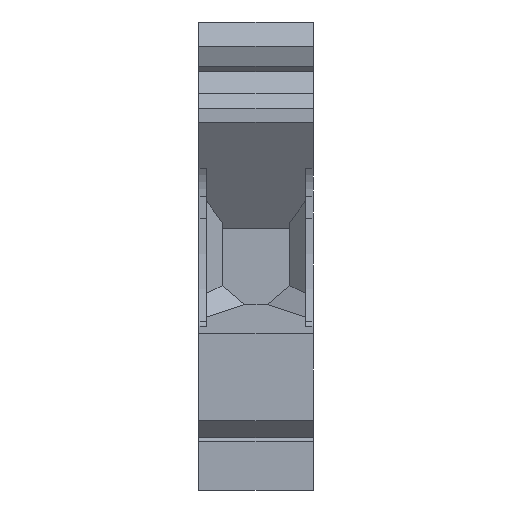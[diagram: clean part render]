
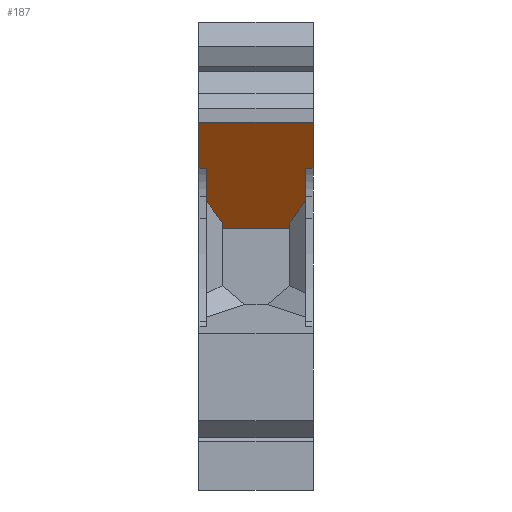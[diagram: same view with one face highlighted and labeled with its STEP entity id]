
A CAD part, front view. The second image highlights one B-rep face of the part: STEP entity #187.
In plain terms, the highlighted planar face has unit normal (0, -0.804, -0.594).
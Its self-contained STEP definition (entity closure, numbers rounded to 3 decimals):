
#187=ADVANCED_FACE('',(#499),#500,.F.);
#499=FACE_OUTER_BOUND('',#935,.T.);
#500=PLANE('',#936);
#935=EDGE_LOOP('',(#1569,#1570,#1571,#1572,#1573,#1574,#1575,#1576,#1577,#1578,#1579,#1580));
#936=AXIS2_PLACEMENT_3D('',#1581,#1582,#1583);
#1569=ORIENTED_EDGE('',*,*,#2911,.F.);
#1570=ORIENTED_EDGE('',*,*,#2822,.F.);
#1571=ORIENTED_EDGE('',*,*,#2912,.F.);
#1572=ORIENTED_EDGE('',*,*,#2913,.T.);
#1573=ORIENTED_EDGE('',*,*,#2904,.T.);
#1574=ORIENTED_EDGE('',*,*,#2914,.F.);
#1575=ORIENTED_EDGE('',*,*,#2883,.F.);
#1576=ORIENTED_EDGE('',*,*,#2908,.T.);
#1577=ORIENTED_EDGE('',*,*,#2915,.F.);
#1578=ORIENTED_EDGE('',*,*,#2916,.F.);
#1579=ORIENTED_EDGE('',*,*,#2917,.F.);
#1580=ORIENTED_EDGE('',*,*,#2778,.T.);
#1581=CARTESIAN_POINT('',(12.15,5.271,34.249));
#1582=DIRECTION('',(0.0,0.804,0.594));
#1583=DIRECTION('',(-1.0,0.0,0.0));
#2778=EDGE_CURVE('',#3389,#3387,#3390,.T.);
#2822=EDGE_CURVE('',#3473,#3475,#3476,.T.);
#2883=EDGE_CURVE('',#3594,#3596,#3597,.T.);
#2904=EDGE_CURVE('',#3628,#3626,#3629,.T.);
#2908=EDGE_CURVE('',#3594,#3632,#3635,.T.);
#2911=EDGE_CURVE('',#3475,#3387,#3638,.T.);
#2912=EDGE_CURVE('',#3639,#3473,#3640,.T.);
#2913=EDGE_CURVE('',#3639,#3628,#3641,.T.);
#2914=EDGE_CURVE('',#3596,#3626,#3642,.T.);
#2915=EDGE_CURVE('',#3643,#3632,#3644,.T.);
#2916=EDGE_CURVE('',#3645,#3643,#3646,.T.);
#2917=EDGE_CURVE('',#3389,#3645,#3647,.T.);
#3387=VERTEX_POINT('',#4259);
#3389=VERTEX_POINT('',#4262);
#3390=LINE('',#4263,#4264);
#3473=VERTEX_POINT('',#4372);
#3475=VERTEX_POINT('',#4374);
#3476=LINE('',#4375,#4376);
#3594=VERTEX_POINT('',#4549);
#3596=VERTEX_POINT('',#4552);
#3597=LINE('',#4553,#4554);
#3626=VERTEX_POINT('',#4597);
#3628=VERTEX_POINT('',#4600);
#3629=LINE('',#4601,#4602);
#3632=VERTEX_POINT('',#4606);
#3635=LINE('',#4610,#4611);
#3638=LINE('',#4615,#4616);
#3639=VERTEX_POINT('',#4617);
#3640=LINE('',#4618,#4619);
#3641=LINE('',#4620,#4621);
#3642=LINE('',#4622,#4623);
#3643=VERTEX_POINT('',#4624);
#3644=LINE('',#4625,#4626);
#3645=VERTEX_POINT('',#4627);
#3646=LINE('',#4628,#4629);
#3647=LINE('',#4630,#4631);
#4259=CARTESIAN_POINT('',(12.15,1.65,39.15));
#4262=CARTESIAN_POINT('',(12.15,5.271,34.249));
#4263=CARTESIAN_POINT('',(12.15,21.51,12.273));
#4264=VECTOR('',#5316,1.0);
#4372=CARTESIAN_POINT('',(0.,5.271,34.249));
#4374=CARTESIAN_POINT('',(0.,1.65,39.15));
#4375=CARTESIAN_POINT('',(0.,28.252,3.15));
#4376=VECTOR('',#5393,1.0);
#4549=CARTESIAN_POINT('',(9.675,10.,27.85));
#4552=CARTESIAN_POINT('',(2.475,10.,27.85));
#4553=CARTESIAN_POINT('',(6.075,10.,27.85));
#4554=VECTOR('',#5459,1.0);
#4597=CARTESIAN_POINT('',(2.475,9.5,28.527));
#4600=CARTESIAN_POINT('',(0.8,7.825,30.793));
#4601=CARTESIAN_POINT('',(18.246,25.271,7.183));
#4602=VECTOR('',#5475,1.0);
#4606=CARTESIAN_POINT('',(9.675,9.5,28.527));
#4610=CARTESIAN_POINT('',(9.675,11.16,26.281));
#4611=VECTOR('',#5478,1.0);
#4615=CARTESIAN_POINT('',(9.5,1.65,39.15));
#4616=VECTOR('',#5480,1.0);
#4617=CARTESIAN_POINT('',(0.8,5.271,34.249));
#4618=CARTESIAN_POINT('',(12.15,5.271,34.249));
#4619=VECTOR('',#5481,1.0);
#4620=CARTESIAN_POINT('',(0.8,9.961,27.903));
#4621=VECTOR('',#5482,1.0);
#4622=CARTESIAN_POINT('',(2.475,25.271,7.183));
#4623=VECTOR('',#5483,1.0);
#4624=CARTESIAN_POINT('',(11.35,7.825,30.793));
#4625=CARTESIAN_POINT('',(-6.096,25.271,7.183));
#4626=VECTOR('',#5484,1.0);
#4627=CARTESIAN_POINT('',(11.35,5.271,34.249));
#4628=CARTESIAN_POINT('',(11.35,9.961,27.903));
#4629=VECTOR('',#5485,1.0);
#4630=CARTESIAN_POINT('',(12.15,5.271,34.249));
#4631=VECTOR('',#5486,1.0);
#5316=DIRECTION('',(0.0,-0.594,0.804));
#5393=DIRECTION('',(0.0,-0.594,0.804));
#5459=DIRECTION('',(-1.0,0.,0.));
#5475=DIRECTION('',(0.511,0.511,-0.691));
#5478=DIRECTION('',(0.,-0.594,0.804));
#5480=DIRECTION('',(1.0,0.0,0.0));
#5481=DIRECTION('',(-1.0,0.0,0.0));
#5482=DIRECTION('',(0.,0.594,-0.804));
#5483=DIRECTION('',(0.,-0.594,0.804));
#5484=DIRECTION('',(-0.511,0.511,-0.691));
#5485=DIRECTION('',(0.,0.594,-0.804));
#5486=DIRECTION('',(-1.0,0.0,0.0));
